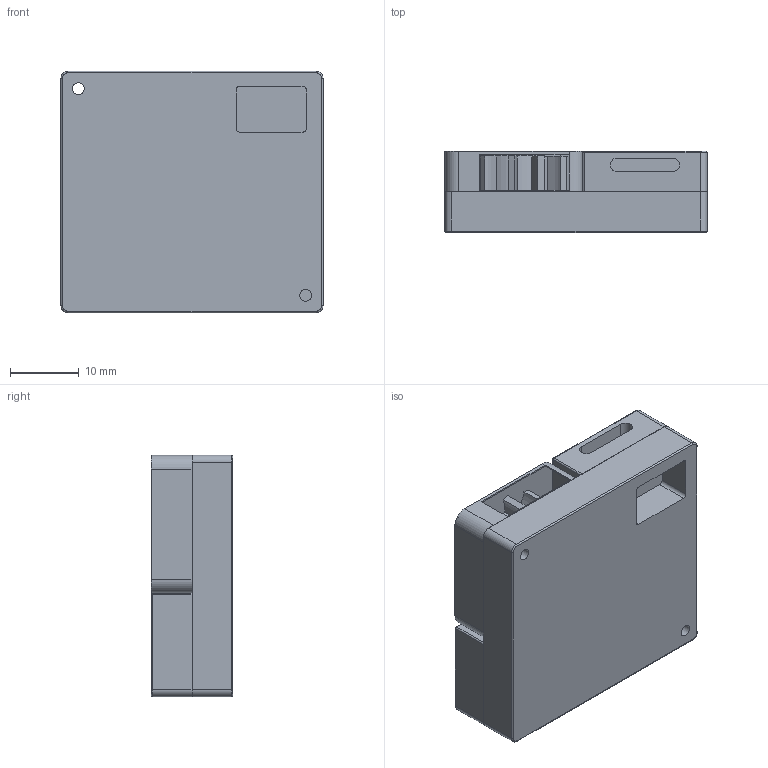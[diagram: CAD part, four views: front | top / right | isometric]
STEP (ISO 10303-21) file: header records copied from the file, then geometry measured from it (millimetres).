
FILE_DESCRIPTION(/* description */ (''),/* implementation_level */ '2;1');
FILE_NAME(/* name */ 'PMSA003i.step',/* time_stamp */ '2020-10-24T10:01:21-04:00',/* author */ (''),/* organization */ (''),/* preprocessor_version */ 'ST-DEVELOPER v18.1',/* originating_system */ 'Autodesk Translation Framework v9.3.0.1241',/* authorisation */ '');
FILE_SCHEMA (('AUTOMOTIVE_DESIGN { 1 0 10303 214 3 1 1 }'));
Length unit declared in the file: millimetre
Products named in the file (1): PMSA003i
Bounding box: 38 x 11.8 x 35 mm (x, y, z)
Volume: 13835.1 mm3; surface area: 9560.9 mm2
Topology: 4 solids, 4 shells, 137 faces, 356 edges, 229 vertices
Faces by surface type: cylinder 52, plane 51, bspline 24, torus 8, sphere 2
Full cylindrical faces by diameter (mm): 1.7 x6
Entity records: 4874 total; most frequent: CARTESIAN_POINT 1611, ORIENTED_EDGE 712, DIRECTION 600, EDGE_CURVE 356, VERTEX_POINT 229, AXIS2_PLACEMENT_3D 226, EDGE_LOOP 151, LINE 148
